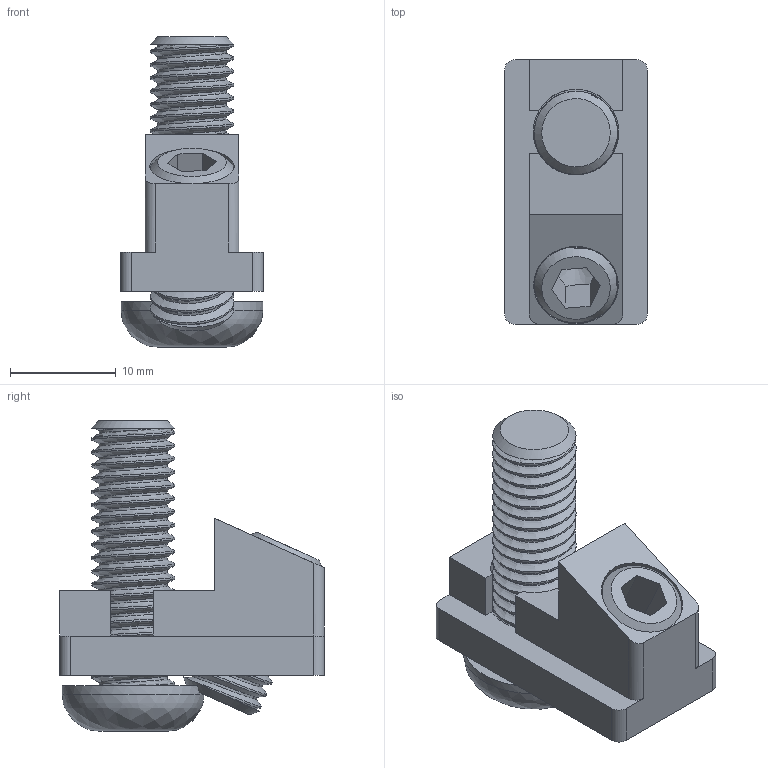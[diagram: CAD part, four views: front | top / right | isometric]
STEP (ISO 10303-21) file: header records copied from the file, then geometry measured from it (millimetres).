
FILE_DESCRIPTION(/* description */ (''),/* implementation_level */ '2;1');
FILE_NAME(/* name */ '41-002-7.step',/* time_stamp */ '2021-10-08T10:09:40-04:00',/* author */ (''),/* organization */ (''),/* preprocessor_version */ 'ST-DEVELOPER v18.1',/* originating_system */ 'Autodesk Translation Framework v10.10.0.1391',/* authorisation */ '');
FILE_SCHEMA (('AUTOMOTIVE_DESIGN { 1 0 10303 214 3 1 1 }'));
Length unit declared in the file: millimetre
Products named in the file (1): 41-002-7
Bounding box: 13.5 x 25 x 29.3 mm (x, y, z)
Volume: 3497.2 mm3; surface area: 3778.2 mm2
Topology: 1 solids, 1 shells, 125 faces, 416 edges, 275 vertices
Faces by surface type: cylinder 76, plane 39, cone 5, bspline 5
Full cylindrical faces by diameter (mm): 6.446 x9, 7.866 x12, 8.1 x1
Entity records: 9665 total; most frequent: CARTESIAN_POINT 6341, ORIENTED_EDGE 828, DIRECTION 511, EDGE_CURVE 414, VERTEX_POINT 275, B_SPLINE_CURVE_WITH_KNOTS 182, AXIS2_PLACEMENT_3D 171, LINE 169
